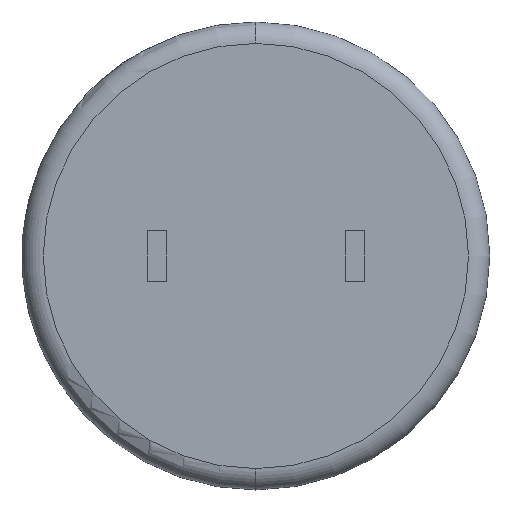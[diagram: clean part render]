
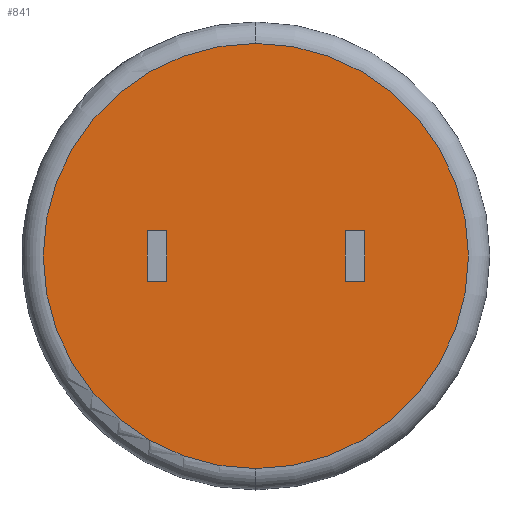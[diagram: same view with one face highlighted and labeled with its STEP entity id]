
A CAD part, front view. The second image highlights one B-rep face of the part: STEP entity #841.
In plain terms, the highlighted planar face has unit normal (0, -1, 0).
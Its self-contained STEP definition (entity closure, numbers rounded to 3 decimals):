
#12 = PLANE ( 'NONE',  #1955 ) ;
#22 = VERTEX_POINT ( 'NONE', #1243 ) ;
#37 = DIRECTION ( 'NONE',  ( -1., 0., 0. ) ) ;
#68 = EDGE_CURVE ( 'NONE', #2131, #2695, #2721, .T. ) ;
#149 = CARTESIAN_POINT ( 'NONE',  ( 2.79, 0., 0.65 ) ) ;
#214 = LINE ( 'NONE', #593, #283 ) ;
#266 = ORIENTED_EDGE ( 'NONE', *, *, #2634, .F. ) ;
#273 = VECTOR ( 'NONE', #1064, 1000. ) ;
#283 = VECTOR ( 'NONE', #2696, 1000. ) ;
#294 = VECTOR ( 'NONE', #2281, 1000. ) ;
#313 = LINE ( 'NONE', #1844, #1729 ) ;
#330 = CARTESIAN_POINT ( 'NONE',  ( -2.29, 0., 0.65 ) ) ;
#344 = AXIS2_PLACEMENT_3D ( 'NONE', #1967, #2178, #1173 ) ;
#365 = DIRECTION ( 'NONE',  ( 0., 0., 1. ) ) ;
#413 = VECTOR ( 'NONE', #2002, 1000. ) ;
#546 = CIRCLE ( 'NONE', #688, 5.452 ) ;
#565 = DIRECTION ( 'NONE',  ( 0., 0., -1. ) ) ;
#590 = CARTESIAN_POINT ( 'NONE',  ( -2.79, 0., 0.65 ) ) ;
#593 = CARTESIAN_POINT ( 'NONE',  ( -2.79, 0., 0. ) ) ;
#621 = DIRECTION ( 'NONE',  ( 1., 0., 0. ) ) ;
#685 = CARTESIAN_POINT ( 'NONE',  ( 2.29, 0., 0.65 ) ) ;
#688 = AXIS2_PLACEMENT_3D ( 'NONE', #1444, #992, #365 ) ;
#705 = CARTESIAN_POINT ( 'NONE',  ( 0., 0., 5.452 ) ) ;
#718 = CARTESIAN_POINT ( 'NONE',  ( 2.29, 0., -0.65 ) ) ;
#720 = DIRECTION ( 'NONE',  ( 0., 0., 1. ) ) ;
#725 = EDGE_CURVE ( 'NONE', #2695, #2663, #2244, .T. ) ;
#752 = FACE_BOUND ( 'NONE', #974, .T. ) ;
#781 = VECTOR ( 'NONE', #2278, 1000. ) ;
#800 = CARTESIAN_POINT ( 'NONE',  ( -2.79, 0., -0.65 ) ) ;
#841 = ADVANCED_FACE ( 'NONE', ( #2037, #752, #2243 ), #12, .F. ) ;
#930 = VERTEX_POINT ( 'NONE', #705 ) ;
#974 = EDGE_LOOP ( 'NONE', ( #1588, #1668, #1660, #1117 ) ) ;
#992 = DIRECTION ( 'NONE',  ( 0., -1., 0. ) ) ;
#994 = EDGE_CURVE ( 'NONE', #1200, #1682, #1090, .T. ) ;
#1001 = CARTESIAN_POINT ( 'NONE',  ( 2.29, 0., 0.65 ) ) ;
#1064 = DIRECTION ( 'NONE',  ( 1., 0., 0. ) ) ;
#1090 = LINE ( 'NONE', #330, #413 ) ;
#1117 = ORIENTED_EDGE ( 'NONE', *, *, #2099, .F. ) ;
#1129 = CARTESIAN_POINT ( 'NONE',  ( 0., 0., 0. ) ) ;
#1149 = LINE ( 'NONE', #590, #1253 ) ;
#1166 = ORIENTED_EDGE ( 'NONE', *, *, #725, .F. ) ;
#1173 = DIRECTION ( 'NONE',  ( 0., 0., 1. ) ) ;
#1200 = VERTEX_POINT ( 'NONE', #1532 ) ;
#1225 = EDGE_LOOP ( 'NONE', ( #1691, #2000 ) ) ;
#1243 = CARTESIAN_POINT ( 'NONE',  ( -2.79, 0., 0.65 ) ) ;
#1253 = VECTOR ( 'NONE', #621, 1000. ) ;
#1416 = CARTESIAN_POINT ( 'NONE',  ( 2.79, 0., -0.65 ) ) ;
#1444 = CARTESIAN_POINT ( 'NONE',  ( 0., 0., 0. ) ) ;
#1480 = CARTESIAN_POINT ( 'NONE',  ( 2.79, 0., 0. ) ) ;
#1532 = CARTESIAN_POINT ( 'NONE',  ( -2.29, 0., 0.65 ) ) ;
#1588 = ORIENTED_EDGE ( 'NONE', *, *, #2081, .T. ) ;
#1607 = EDGE_CURVE ( 'NONE', #22, #1200, #1149, .T. ) ;
#1608 = ORIENTED_EDGE ( 'NONE', *, *, #1674, .F. ) ;
#1660 = ORIENTED_EDGE ( 'NONE', *, *, #994, .T. ) ;
#1668 = ORIENTED_EDGE ( 'NONE', *, *, #1607, .T. ) ;
#1674 = EDGE_CURVE ( 'NONE', #2425, #2131, #1878, .T. ) ;
#1677 = CARTESIAN_POINT ( 'NONE',  ( 0., 0., -5.452 ) ) ;
#1682 = VERTEX_POINT ( 'NONE', #2325 ) ;
#1691 = ORIENTED_EDGE ( 'NONE', *, *, #2115, .T. ) ;
#1729 = VECTOR ( 'NONE', #565, 1000. ) ;
#1755 = ORIENTED_EDGE ( 'NONE', *, *, #68, .F. ) ;
#1808 = EDGE_LOOP ( 'NONE', ( #266, #1166, #1755, #1608 ) ) ;
#1844 = CARTESIAN_POINT ( 'NONE',  ( 2.29, 0., -0.65 ) ) ;
#1878 = LINE ( 'NONE', #2107, #273 ) ;
#1955 = AXIS2_PLACEMENT_3D ( 'NONE', #1129, #2643, #720 ) ;
#1967 = CARTESIAN_POINT ( 'NONE',  ( 0., 0., 0. ) ) ;
#2000 = ORIENTED_EDGE ( 'NONE', *, *, #2411, .T. ) ;
#2002 = DIRECTION ( 'NONE',  ( 0., 0., -1. ) ) ;
#2037 = FACE_OUTER_BOUND ( 'NONE', #1225, .T. ) ;
#2057 = CARTESIAN_POINT ( 'NONE',  ( -2.79, 0., -0.65 ) ) ;
#2081 = EDGE_CURVE ( 'NONE', #2677, #22, #214, .T. ) ;
#2099 = EDGE_CURVE ( 'NONE', #2677, #1682, #2407, .T. ) ;
#2107 = CARTESIAN_POINT ( 'NONE',  ( 2.29, 0., -0.65 ) ) ;
#2115 = EDGE_CURVE ( 'NONE', #930, #2739, #546, .T. ) ;
#2131 = VERTEX_POINT ( 'NONE', #1416 ) ;
#2178 = DIRECTION ( 'NONE',  ( 0., -1., 0. ) ) ;
#2243 = FACE_BOUND ( 'NONE', #1808, .T. ) ;
#2244 = LINE ( 'NONE', #685, #2310 ) ;
#2278 = DIRECTION ( 'NONE',  ( 1., 0., 0. ) ) ;
#2281 = DIRECTION ( 'NONE',  ( 0., 0., 1. ) ) ;
#2310 = VECTOR ( 'NONE', #37, 1000. ) ;
#2325 = CARTESIAN_POINT ( 'NONE',  ( -2.29, 0., -0.65 ) ) ;
#2407 = LINE ( 'NONE', #800, #781 ) ;
#2411 = EDGE_CURVE ( 'NONE', #2739, #930, #2580, .T. ) ;
#2425 = VERTEX_POINT ( 'NONE', #718 ) ;
#2580 = CIRCLE ( 'NONE', #344, 5.452 ) ;
#2634 = EDGE_CURVE ( 'NONE', #2663, #2425, #313, .T. ) ;
#2643 = DIRECTION ( 'NONE',  ( 0., 1., 0. ) ) ;
#2663 = VERTEX_POINT ( 'NONE', #1001 ) ;
#2677 = VERTEX_POINT ( 'NONE', #2057 ) ;
#2695 = VERTEX_POINT ( 'NONE', #149 ) ;
#2696 = DIRECTION ( 'NONE',  ( 0., 0., 1. ) ) ;
#2721 = LINE ( 'NONE', #1480, #294 ) ;
#2739 = VERTEX_POINT ( 'NONE', #1677 ) ;
